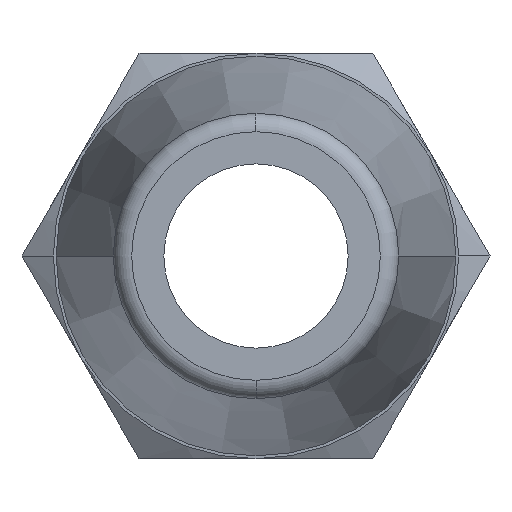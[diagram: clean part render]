
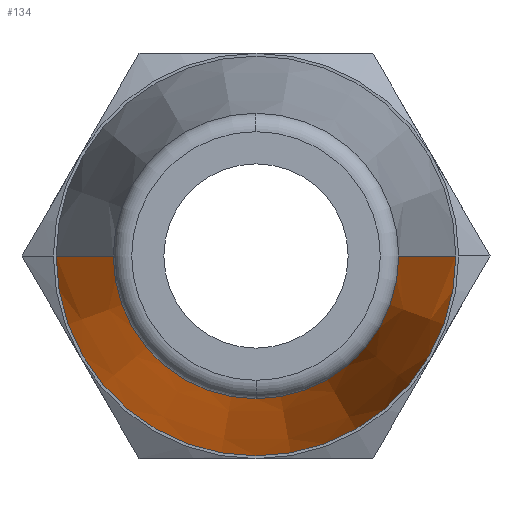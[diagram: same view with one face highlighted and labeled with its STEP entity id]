
A CAD part, front view. The second image highlights one B-rep face of the part: STEP entity #134.
In plain terms, the highlighted conical face has half-angle 7.676 degrees and reference radius 4.65 mm.
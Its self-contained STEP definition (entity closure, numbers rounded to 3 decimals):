
#134=ADVANCED_FACE('',(#288),#289,.T.);
#288=FACE_OUTER_BOUND('',#459,.T.);
#289=CONICAL_SURFACE('',#460,4.65,0.134);
#459=EDGE_LOOP('',(#788,#789,#790,#791));
#460=AXIS2_PLACEMENT_3D('',#792,#793,#794);
#788=ORIENTED_EDGE('',*,*,#1055,.F.);
#789=ORIENTED_EDGE('',*,*,#1093,.T.);
#790=ORIENTED_EDGE('',*,*,#1057,.F.);
#791=ORIENTED_EDGE('',*,*,#1005,.F.);
#792=CARTESIAN_POINT('',(0.0,10.75,0.0));
#793=DIRECTION('',(-0.0,1.0,-0.0));
#794=DIRECTION('',(1.0,0.0,0.0));
#1005=EDGE_CURVE('',#1197,#1200,#1201,.T.);
#1055=EDGE_CURVE('',#1275,#1197,#1276,.T.);
#1057=EDGE_CURVE('',#1200,#1278,#1279,.T.);
#1093=EDGE_CURVE('',#1275,#1278,#1321,.T.);
#1197=VERTEX_POINT('',#1534);
#1200=VERTEX_POINT('',#1538);
#1201=CIRCLE('',#1539,5.425);
#1275=VERTEX_POINT('',#1731);
#1276=LINE('',#1732,#1733);
#1278=VERTEX_POINT('',#1735);
#1279=LINE('',#1736,#1737);
#1321=CIRCLE('',#1841,3.875);
#1534=CARTESIAN_POINT('',(5.425,16.5,0.0));
#1538=CARTESIAN_POINT('',(-5.425,16.5,0.));
#1539=AXIS2_PLACEMENT_3D('',#1939,#1940,#1941);
#1731=CARTESIAN_POINT('',(3.875,5.0,0.0));
#1732=CARTESIAN_POINT('',(4.65,10.75,0.));
#1733=VECTOR('',#2013,1.0);
#1735=CARTESIAN_POINT('',(-3.875,5.0,0.));
#1736=CARTESIAN_POINT('',(-4.65,10.75,0.));
#1737=VECTOR('',#2017,1.0);
#1841=AXIS2_PLACEMENT_3D('',#2058,#2059,#2060);
#1939=CARTESIAN_POINT('',(0.0,16.5,0.0));
#1940=DIRECTION('',(-0.0,1.0,0.0));
#1941=DIRECTION('',(1.0,0.0,0.0));
#2013=DIRECTION('',(0.134,0.991,0.));
#2017=DIRECTION('',(0.134,-0.991,0.));
#2058=CARTESIAN_POINT('',(0.0,5.0,0.0));
#2059=DIRECTION('',(-0.0,1.0,0.0));
#2060=DIRECTION('',(1.0,0.0,0.0));
